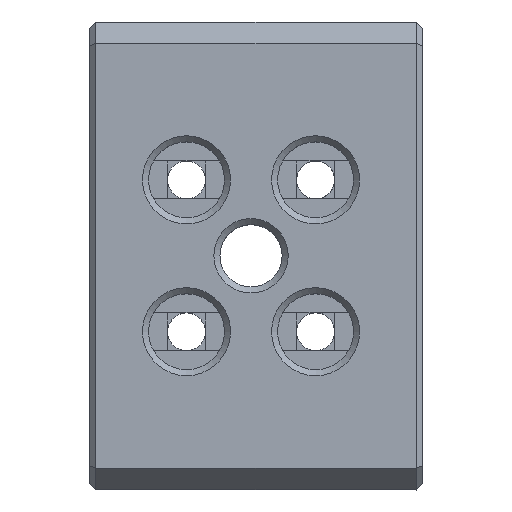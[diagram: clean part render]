
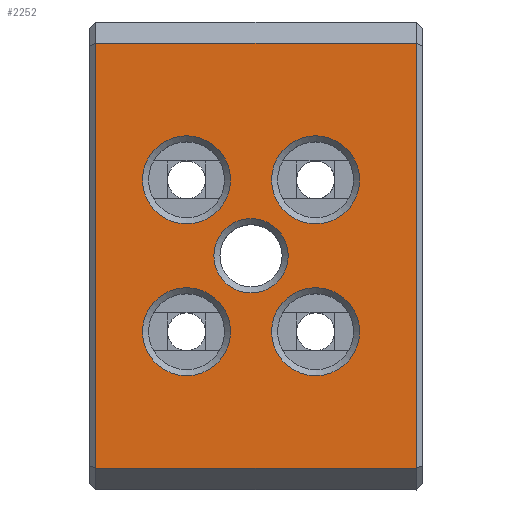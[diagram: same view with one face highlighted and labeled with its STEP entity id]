
A CAD part, top view. The second image highlights one B-rep face of the part: STEP entity #2252.
In plain terms, the highlighted planar face has unit normal (0, 0, 1).
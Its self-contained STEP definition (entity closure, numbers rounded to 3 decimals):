
#47=FACE_BOUND('',#407,.T.);
#48=FACE_BOUND('',#408,.T.);
#49=FACE_BOUND('',#409,.T.);
#50=FACE_BOUND('',#410,.T.);
#51=FACE_BOUND('',#411,.T.);
#188=CIRCLE('',#2442,2.45);
#189=CIRCLE('',#2444,2.9);
#190=CIRCLE('',#2445,2.9);
#191=CIRCLE('',#2446,2.9);
#192=CIRCLE('',#2447,2.9);
#270=FACE_OUTER_BOUND('',#406,.T.);
#406=EDGE_LOOP('',(#1759,#1760,#1761,#1762));
#407=EDGE_LOOP('',(#1763));
#408=EDGE_LOOP('',(#1764));
#409=EDGE_LOOP('',(#1765));
#410=EDGE_LOOP('',(#1766));
#411=EDGE_LOOP('',(#1767));
#605=LINE('',#4176,#810);
#606=LINE('',#4178,#811);
#607=LINE('',#4180,#812);
#608=LINE('',#4181,#813);
#810=VECTOR('',#2876,21.09);
#811=VECTOR('',#2877,28.);
#812=VECTOR('',#2878,21.09);
#813=VECTOR('',#2879,28.);
#1022=VERTEX_POINT('',#4170);
#1023=VERTEX_POINT('',#4174);
#1024=VERTEX_POINT('',#4175);
#1025=VERTEX_POINT('',#4177);
#1026=VERTEX_POINT('',#4179);
#1027=VERTEX_POINT('',#4182);
#1028=VERTEX_POINT('',#4184);
#1029=VERTEX_POINT('',#4186);
#1030=VERTEX_POINT('',#4188);
#1288=EDGE_CURVE('',#1022,#1022,#188,.T.);
#1289=EDGE_CURVE('',#1023,#1024,#605,.T.);
#1290=EDGE_CURVE('',#1023,#1025,#606,.T.);
#1291=EDGE_CURVE('',#1026,#1025,#607,.T.);
#1292=EDGE_CURVE('',#1026,#1024,#608,.T.);
#1293=EDGE_CURVE('',#1027,#1027,#189,.T.);
#1294=EDGE_CURVE('',#1028,#1028,#190,.T.);
#1295=EDGE_CURVE('',#1029,#1029,#191,.T.);
#1296=EDGE_CURVE('',#1030,#1030,#192,.T.);
#1759=ORIENTED_EDGE('',*,*,#1289,.F.);
#1760=ORIENTED_EDGE('',*,*,#1290,.T.);
#1761=ORIENTED_EDGE('',*,*,#1291,.F.);
#1762=ORIENTED_EDGE('',*,*,#1292,.T.);
#1763=ORIENTED_EDGE('',*,*,#1293,.F.);
#1764=ORIENTED_EDGE('',*,*,#1294,.F.);
#1765=ORIENTED_EDGE('',*,*,#1295,.F.);
#1766=ORIENTED_EDGE('',*,*,#1296,.F.);
#1767=ORIENTED_EDGE('',*,*,#1288,.F.);
#2158=PLANE('',#2443);
#2252=ADVANCED_FACE('',(#270,#47,#48,#49,#50,#51),#2158,.T.);
#2442=AXIS2_PLACEMENT_3D('',#4172,#2872,#2873);
#2443=AXIS2_PLACEMENT_3D('',#4173,#2874,#2875);
#2444=AXIS2_PLACEMENT_3D('',#4183,#2880,#2881);
#2445=AXIS2_PLACEMENT_3D('',#4185,#2882,#2883);
#2446=AXIS2_PLACEMENT_3D('',#4187,#2884,#2885);
#2447=AXIS2_PLACEMENT_3D('',#4189,#2886,#2887);
#2872=DIRECTION('center_axis',(0.,0.,1.));
#2873=DIRECTION('ref_axis',(0.,-1.,0.));
#2874=DIRECTION('center_axis',(0.,0.,1.));
#2875=DIRECTION('ref_axis',(-1.,0.,0.));
#2876=DIRECTION('',(1.,0.,0.));
#2877=DIRECTION('',(0.,-1.,0.));
#2878=DIRECTION('',(-1.,0.,0.));
#2879=DIRECTION('',(0.,1.,0.));
#2880=DIRECTION('center_axis',(0.,0.,1.));
#2881=DIRECTION('ref_axis',(1.,0.,0.));
#2882=DIRECTION('center_axis',(0.,0.,1.));
#2883=DIRECTION('ref_axis',(1.,0.,0.));
#2884=DIRECTION('center_axis',(0.,0.,1.));
#2885=DIRECTION('ref_axis',(1.,0.,0.));
#2886=DIRECTION('center_axis',(0.,0.,1.));
#2887=DIRECTION('ref_axis',(1.,0.,0.));
#4170=CARTESIAN_POINT('',(-0.327,2.452,6.603));
#4172=CARTESIAN_POINT('Origin',(-0.327,0.002,6.603));
#4173=CARTESIAN_POINT('Origin',(-0.061,0.04,6.603));
#4174=CARTESIAN_POINT('',(-10.545,14.,6.603));
#4175=CARTESIAN_POINT('',(10.545,14.,6.603));
#4176=CARTESIAN_POINT('',(-10.545,14.,6.603));
#4177=CARTESIAN_POINT('',(-10.545,-14.,6.603));
#4178=CARTESIAN_POINT('',(-10.545,14.,6.603));
#4179=CARTESIAN_POINT('',(10.545,-14.,6.603));
#4180=CARTESIAN_POINT('',(10.545,-14.,6.603));
#4181=CARTESIAN_POINT('',(10.545,-14.,6.603));
#4182=CARTESIAN_POINT('',(-4.577,-2.098,6.603));
#4183=CARTESIAN_POINT('Origin',(-4.577,-4.998,6.603));
#4184=CARTESIAN_POINT('',(3.923,7.902,6.603));
#4185=CARTESIAN_POINT('Origin',(3.923,5.002,6.603));
#4186=CARTESIAN_POINT('',(-4.577,7.902,6.603));
#4187=CARTESIAN_POINT('Origin',(-4.577,5.002,6.603));
#4188=CARTESIAN_POINT('',(3.923,-2.098,6.603));
#4189=CARTESIAN_POINT('Origin',(3.923,-4.998,6.603));
